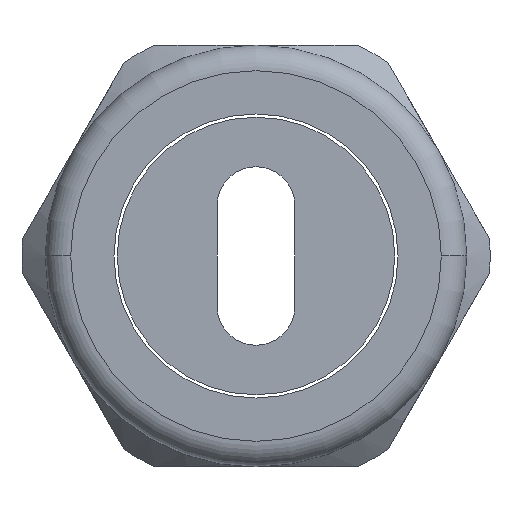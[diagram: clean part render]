
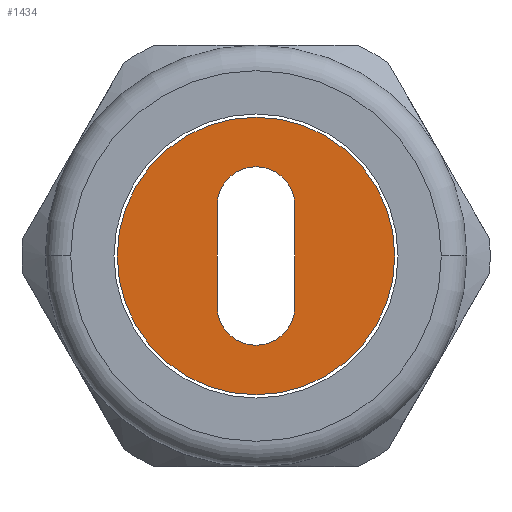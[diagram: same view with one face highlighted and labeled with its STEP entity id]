
A CAD part, left-side view. The second image highlights one B-rep face of the part: STEP entity #1434.
In plain terms, the highlighted planar face has unit normal (-1, 0, 0).
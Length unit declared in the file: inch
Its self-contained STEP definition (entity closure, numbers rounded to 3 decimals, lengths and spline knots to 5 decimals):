
#1359 = EDGE_CURVE ( 'NONE', #1432, #1488, #3870, .T. ) ;
#1386 = ORIENTED_EDGE ( 'NONE', *, *, #1387, .F. ) ;
#1387 = EDGE_CURVE ( 'NONE', #1438, #1461, #3887, .T. ) ;
#1388 = EDGE_LOOP ( 'NONE', ( #1389, #1390 ) ) ;
#1389 = ORIENTED_EDGE ( 'NONE', *, *, #1487, .T. ) ;
#1390 = ORIENTED_EDGE ( 'NONE', *, *, #1359, .T. ) ;
#1432 = VERTEX_POINT ( 'NONE', #3949 ) ;
#1434 = ADVANCED_FACE ( 'NONE', ( #3948, #3947 ), #3946, .T. ) ;
#1435 = ORIENTED_EDGE ( 'NONE', *, *, #1436, .F. ) ;
#1436 = EDGE_CURVE ( 'NONE', #1437, #1438, #4003, .T. ) ;
#1437 = VERTEX_POINT ( 'NONE', #3998 ) ;
#1438 = VERTEX_POINT ( 'NONE', #3997 ) ;
#1439 = ORIENTED_EDGE ( 'NONE', *, *, #1440, .F. ) ;
#1440 = EDGE_CURVE ( 'NONE', #1441, #1437, #3996, .T. ) ;
#1441 = VERTEX_POINT ( 'NONE', #3992 ) ;
#1442 = ORIENTED_EDGE ( 'NONE', *, *, #1460, .F. ) ;
#1446 = EDGE_LOOP ( 'NONE', ( #1435, #1439, #1442, #1386 ) ) ;
#1460 = EDGE_CURVE ( 'NONE', #1461, #1441, #4029, .T. ) ;
#1461 = VERTEX_POINT ( 'NONE', #4020 ) ;
#1487 = EDGE_CURVE ( 'NONE', #1488, #1432, #4019, .T. ) ;
#1488 = VERTEX_POINT ( 'NONE', #4014 ) ;
#3867 = DIRECTION ( 'NONE',  ( 0., -1., 0. ) ) ;
#3868 = DIRECTION ( 'NONE',  ( -1., 0., 0. ) ) ;
#3869 = AXIS2_PLACEMENT_3D ( 'NONE', #3876, #3868, #3867 ) ;
#3870 = CIRCLE ( 'NONE', #3869, 0.42775 ) ;
#3876 = CARTESIAN_POINT ( 'NONE',  ( -1.53, 0., 0. ) ) ;
#3884 = DIRECTION ( 'NONE',  ( 0., 0., 1. ) ) ;
#3885 = VECTOR ( 'NONE', #3884, 39.37008 ) ;
#3886 = CARTESIAN_POINT ( 'NONE',  ( -1.53, -0.12, -0.155 ) ) ;
#3887 = LINE ( 'NONE', #3886, #3885 ) ;
#3945 = AXIS2_PLACEMENT_3D ( 'NONE', #4006, #4005, #4004 ) ;
#3946 = PLANE ( 'NONE',  #3945 ) ;
#3947 = FACE_OUTER_BOUND ( 'NONE', #1388, .T. ) ;
#3948 = FACE_BOUND ( 'NONE', #1446, .T. ) ;
#3949 = CARTESIAN_POINT ( 'NONE',  ( -1.53, 0.42775, 0. ) ) ;
#3992 = CARTESIAN_POINT ( 'NONE',  ( -1.53, 0.12, 0.155 ) ) ;
#3993 = DIRECTION ( 'NONE',  ( 0., 0., -1. ) ) ;
#3994 = VECTOR ( 'NONE', #3993, 39.37008 ) ;
#3995 = CARTESIAN_POINT ( 'NONE',  ( -1.53, 0.12, -0.155 ) ) ;
#3996 = LINE ( 'NONE', #3995, #3994 ) ;
#3997 = CARTESIAN_POINT ( 'NONE',  ( -1.53, -0.12, -0.155 ) ) ;
#3998 = CARTESIAN_POINT ( 'NONE',  ( -1.53, 0.12, -0.155 ) ) ;
#3999 = DIRECTION ( 'NONE',  ( 0., -1., 0. ) ) ;
#4000 = DIRECTION ( 'NONE',  ( -1., 0., 0. ) ) ;
#4001 = CARTESIAN_POINT ( 'NONE',  ( -1.53, 0., -0.155 ) ) ;
#4002 = AXIS2_PLACEMENT_3D ( 'NONE', #4001, #4000, #3999 ) ;
#4003 = CIRCLE ( 'NONE', #4002, 0.12 ) ;
#4004 = DIRECTION ( 'NONE',  ( 0., -1., 0. ) ) ;
#4005 = DIRECTION ( 'NONE',  ( -1., 0., 0. ) ) ;
#4006 = CARTESIAN_POINT ( 'NONE',  ( -1.53, 0., 0. ) ) ;
#4014 = CARTESIAN_POINT ( 'NONE',  ( -1.53, -0.42775, 0. ) ) ;
#4015 = DIRECTION ( 'NONE',  ( 0., -1., 0. ) ) ;
#4016 = DIRECTION ( 'NONE',  ( -1., 0., 0. ) ) ;
#4017 = CARTESIAN_POINT ( 'NONE',  ( -1.53, 0., 0. ) ) ;
#4018 = AXIS2_PLACEMENT_3D ( 'NONE', #4017, #4016, #4015 ) ;
#4019 = CIRCLE ( 'NONE', #4018, 0.42775 ) ;
#4020 = CARTESIAN_POINT ( 'NONE',  ( -1.53, -0.12, 0.155 ) ) ;
#4021 = DIRECTION ( 'NONE',  ( 0., 1., 0. ) ) ;
#4022 = DIRECTION ( 'NONE',  ( -1., 0., 0. ) ) ;
#4023 = CARTESIAN_POINT ( 'NONE',  ( -1.53, 0., 0.155 ) ) ;
#4024 = AXIS2_PLACEMENT_3D ( 'NONE', #4023, #4022, #4021 ) ;
#4029 = CIRCLE ( 'NONE', #4024, 0.12 ) ;
